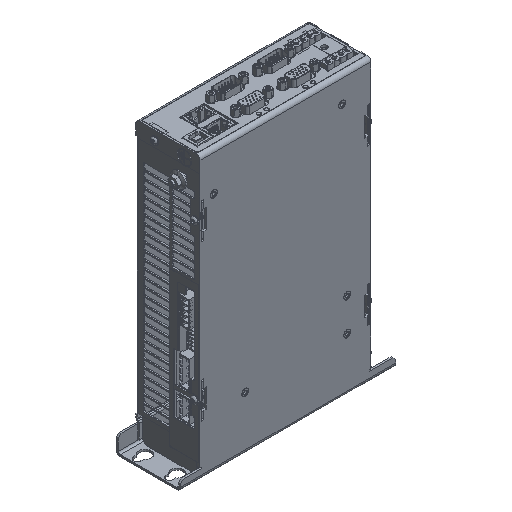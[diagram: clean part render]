
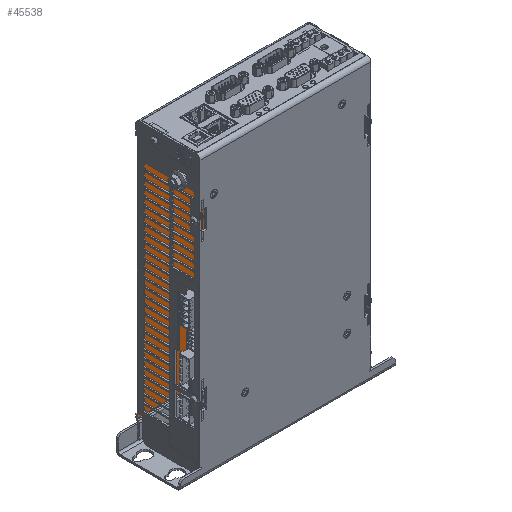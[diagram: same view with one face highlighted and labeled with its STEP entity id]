
A CAD part, isometric view. The second image highlights one B-rep face of the part: STEP entity #45538.
In plain terms, the highlighted planar face has unit normal (0, -1, 0).
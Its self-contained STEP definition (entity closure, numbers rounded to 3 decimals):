
#8110=DIRECTION('',(-1.,0.,0.));
#8111=VECTOR('',#8110,132.);
#8112=CARTESIAN_POINT('',(64.,47.,-91.086));
#8113=LINE('',#8112,#8111);
#8168=DIRECTION('',(1.,0.,0.));
#8169=VECTOR('',#8168,1.);
#8170=CARTESIAN_POINT('',(61.,47.,96.5));
#8171=LINE('',#8170,#8169);
#8172=DIRECTION('',(0.,0.,-1.));
#8173=VECTOR('',#8172,1.);
#8174=CARTESIAN_POINT('',(62.,47.,-87.5));
#8175=LINE('',#8174,#8173);
#8176=DIRECTION('',(-1.,0.,0.));
#8177=VECTOR('',#8176,2.);
#8178=CARTESIAN_POINT('',(64.,47.,-88.5));
#8179=LINE('',#8178,#8177);
#8180=DIRECTION('',(0.,0.,-1.));
#8181=VECTOR('',#8180,2.586);
#8182=CARTESIAN_POINT('',(64.,47.,-88.5));
#8183=LINE('',#8182,#8181);
#8184=DIRECTION('',(0.,0.,1.));
#8185=VECTOR('',#8184,2.586);
#8186=CARTESIAN_POINT('',(-68.,47.,-91.086));
#8187=LINE('',#8186,#8185);
#8188=DIRECTION('',(1.,0.,0.));
#8189=VECTOR('',#8188,2.);
#8190=CARTESIAN_POINT('',(-68.,47.,-88.5));
#8191=LINE('',#8190,#8189);
#8192=DIRECTION('',(0.,0.,-1.));
#8193=VECTOR('',#8192,1.);
#8194=CARTESIAN_POINT('',(-66.,47.,-87.5));
#8195=LINE('',#8194,#8193);
#8196=DIRECTION('',(1.,0.,0.));
#8197=VECTOR('',#8196,1.);
#8198=CARTESIAN_POINT('',(-66.,47.,96.5));
#8199=LINE('',#8198,#8197);
#8200=DIRECTION('',(0.,0.,1.));
#8201=VECTOR('',#8200,8.);
#8202=CARTESIAN_POINT('',(61.,47.,88.5));
#8203=LINE('',#8202,#8201);
#8216=DIRECTION('',(-1.,0.,0.));
#8217=VECTOR('',#8216,12.975);
#8218=CARTESIAN_POINT('',(61.,47.,88.5));
#8219=LINE('',#8218,#8217);
#8228=DIRECTION('',(-1.,0.,0.));
#8229=VECTOR('',#8228,101.025);
#8230=CARTESIAN_POINT('',(36.025,47.,88.5));
#8231=LINE('',#8230,#8229);
#8240=CARTESIAN_POINT('',(42.025,47.,88.5));
#8241=DIRECTION('',(0.,-1.,0.));
#8242=DIRECTION('',(1.,0.,0.));
#8243=AXIS2_PLACEMENT_3D('',#8240,#8241,#8242);
#8249=CARTESIAN_POINT('',(42.025,47.,88.5));
#8250=DIRECTION('',(0.,-1.,0.));
#8251=DIRECTION('',(0.,0.,1.));
#8252=AXIS2_PLACEMENT_3D('',#8249,#8250,#8251);
#8272=DIRECTION('',(0.,0.,1.));
#8273=VECTOR('',#8272,8.);
#8274=CARTESIAN_POINT('',(-65.,47.,88.5));
#8275=LINE('',#8274,#8273);
#12919=DIRECTION('',(0.,0.,1.));
#12920=VECTOR('',#12919,184.);
#12921=CARTESIAN_POINT('',(-66.,47.,-87.5));
#12922=LINE('',#12921,#12920);
#14582=DIRECTION('',(0.,0.,-1.));
#14583=VECTOR('',#14582,184.);
#14584=CARTESIAN_POINT('',(62.,47.,96.5));
#14585=LINE('',#14584,#14583);
#28246=CARTESIAN_POINT('',(62.,47.,96.5));
#28247=VERTEX_POINT('',#28246);
#28254=CARTESIAN_POINT('',(62.,47.,-87.5));
#28255=CARTESIAN_POINT('',(62.,47.,-88.5));
#28256=VERTEX_POINT('',#28254);
#28257=VERTEX_POINT('',#28255);
#28258=CARTESIAN_POINT('',(64.,47.,-88.5));
#28259=VERTEX_POINT('',#28258);
#28260=CARTESIAN_POINT('',(-66.,47.,96.5));
#28261=VERTEX_POINT('',#28260);
#28268=CARTESIAN_POINT('',(-66.,47.,-87.5));
#28269=CARTESIAN_POINT('',(-66.,47.,-88.5));
#28270=VERTEX_POINT('',#28268);
#28271=VERTEX_POINT('',#28269);
#28272=CARTESIAN_POINT('',(-68.,47.,-88.5));
#28273=VERTEX_POINT('',#28272);
#28274=CARTESIAN_POINT('',(64.,47.,-91.086));
#28275=VERTEX_POINT('',#28274);
#28276=CARTESIAN_POINT('',(-68.,47.,-91.086));
#28277=VERTEX_POINT('',#28276);
#31404=CARTESIAN_POINT('',(61.,47.,96.5));
#31405=CARTESIAN_POINT('',(-65.,47.,96.5));
#31406=VERTEX_POINT('',#31404);
#31407=VERTEX_POINT('',#31405);
#31408=CARTESIAN_POINT('',(61.,47.,88.5));
#31409=VERTEX_POINT('',#31408);
#31410=CARTESIAN_POINT('',(48.025,47.,88.5));
#31411=VERTEX_POINT('',#31410);
#31412=CARTESIAN_POINT('',(36.025,47.,88.5));
#31413=CARTESIAN_POINT('',(-65.,47.,88.5));
#31414=VERTEX_POINT('',#31412);
#31415=VERTEX_POINT('',#31413);
#31582=CARTESIAN_POINT('',(42.025,47.,94.5));
#31583=VERTEX_POINT('',#31582);
#45500=CARTESIAN_POINT('',(-2.,47.,2.5));
#45501=DIRECTION('',(0.,1.,0.));
#45502=DIRECTION('',(-1.,0.,0.));
#45503=AXIS2_PLACEMENT_3D('',#45500,#45501,#45502);
#45504=PLANE('',#45503);
#45506=ORIENTED_EDGE('',*,*,#45505,.T.);
#45508=ORIENTED_EDGE('',*,*,#45507,.T.);
#45510=ORIENTED_EDGE('',*,*,#45509,.T.);
#45512=ORIENTED_EDGE('',*,*,#45511,.T.);
#45514=ORIENTED_EDGE('',*,*,#45513,.F.);
#45515=ORIENTED_EDGE('',*,*,#45492,.T.);
#45516=ORIENTED_EDGE('',*,*,#45427,.T.);
#45517=ORIENTED_EDGE('',*,*,#45455,.T.);
#45519=ORIENTED_EDGE('',*,*,#45518,.T.);
#45521=ORIENTED_EDGE('',*,*,#45520,.F.);
#45523=ORIENTED_EDGE('',*,*,#45522,.T.);
#45525=ORIENTED_EDGE('',*,*,#45524,.T.);
#45527=ORIENTED_EDGE('',*,*,#45526,.F.);
#45529=ORIENTED_EDGE('',*,*,#45528,.F.);
#45531=ORIENTED_EDGE('',*,*,#45530,.F.);
#45533=ORIENTED_EDGE('',*,*,#45532,.F.);
#45535=ORIENTED_EDGE('',*,*,#45534,.F.);
#45536=EDGE_LOOP('',(#45506,#45508,#45510,#45512,#45514,#45515,#45516,#45517,
#45519,#45521,#45523,#45525,#45527,#45529,#45531,#45533,#45535));
#45537=FACE_OUTER_BOUND('',#45536,.F.);
#8244=CIRCLE('',#8243,6.);
#8253=CIRCLE('',#8252,6.);
#45427=EDGE_CURVE('',#28275,#28277,#8113,.T.);
#45455=EDGE_CURVE('',#28277,#28273,#8187,.T.);
#45492=EDGE_CURVE('',#28259,#28275,#8183,.T.);
#45505=EDGE_CURVE('',#31409,#31406,#8203,.T.);
#45507=EDGE_CURVE('',#31406,#28247,#8171,.T.);
#45509=EDGE_CURVE('',#28247,#28256,#14585,.T.);
#45511=EDGE_CURVE('',#28256,#28257,#8175,.T.);
#45513=EDGE_CURVE('',#28259,#28257,#8179,.T.);
#45518=EDGE_CURVE('',#28273,#28271,#8191,.T.);
#45520=EDGE_CURVE('',#28270,#28271,#8195,.T.);
#45522=EDGE_CURVE('',#28270,#28261,#12922,.T.);
#45524=EDGE_CURVE('',#28261,#31407,#8199,.T.);
#45526=EDGE_CURVE('',#31415,#31407,#8275,.T.);
#45528=EDGE_CURVE('',#31414,#31415,#8231,.T.);
#45530=EDGE_CURVE('',#31583,#31414,#8253,.T.);
#45532=EDGE_CURVE('',#31411,#31583,#8244,.T.);
#45534=EDGE_CURVE('',#31409,#31411,#8219,.T.);
#45538=ADVANCED_FACE('',(#45537),#45504,.F.);
